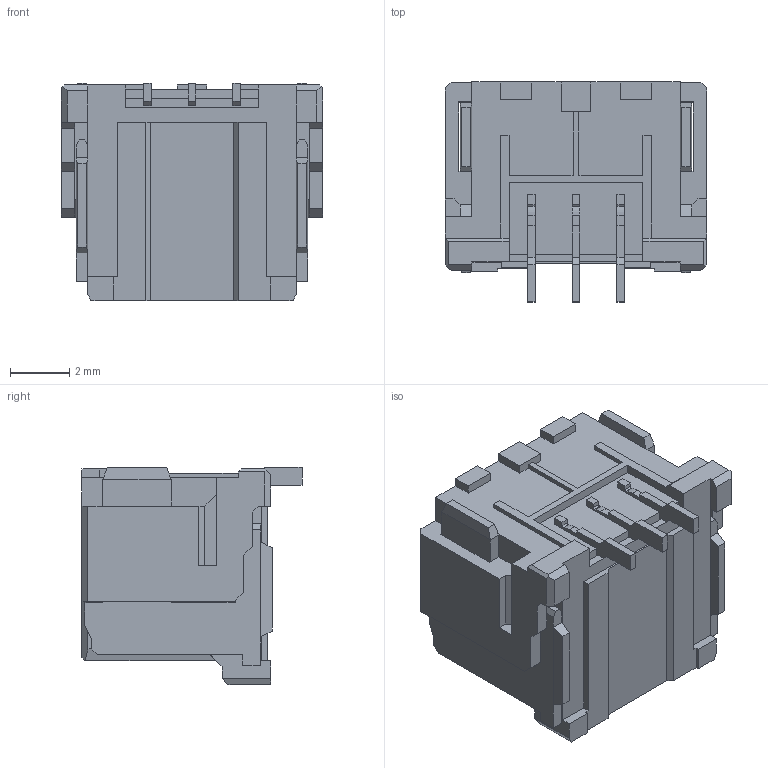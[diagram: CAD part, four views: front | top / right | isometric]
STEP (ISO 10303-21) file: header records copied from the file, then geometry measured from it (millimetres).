
FILE_DESCRIPTION(('STEP AP242'),'1');
FILE_NAME('2132250370.stp','2024-10-01T08:44:39',('TraceParts'),('TraceParts S.A.'),'Spatial InterOp 3D',' ',' ');
FILE_SCHEMA(('AP242_MANAGED_MODEL_BASED_3D_ENGINEERING_MIM_LF {1 0 10303 442 1 1 4}'));
Length unit declared in the file: millimetre
Products named in the file (1): 2132250370_1
Bounding box: 8.8 x 7.4 x 7.3 mm (x, y, z)
Volume: 189.6 mm3; surface area: 567.6 mm2
Topology: 1 solids, 1 shells, 390 faces, 1144 edges, 772 vertices
Faces by surface type: plane 357, cylinder 33
Entity records: 12716 total; most frequent: CARTESIAN_POINT 2324, ORIENTED_EDGE 2248, DIRECTION 1974, EDGE_CURVE 1124, LINE 1074, VECTOR 1074, VERTEX_POINT 732, AXIS2_PLACEMENT_3D 450
